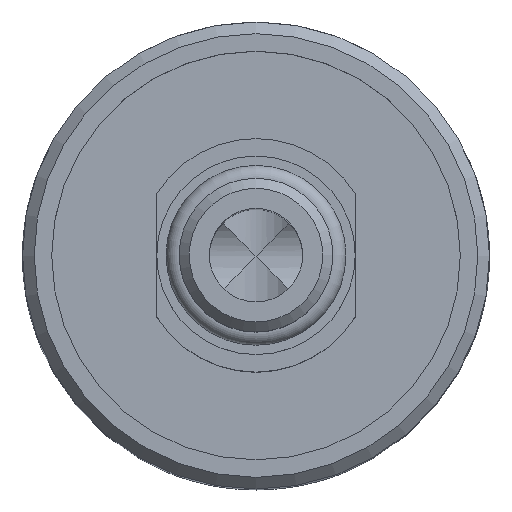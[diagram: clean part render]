
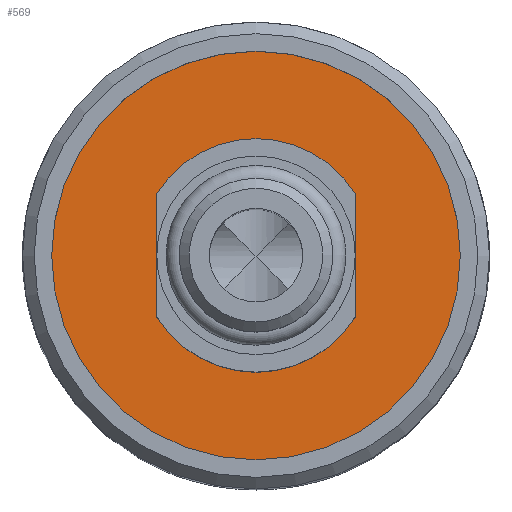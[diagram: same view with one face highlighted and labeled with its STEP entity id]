
A CAD part, top view. The second image highlights one B-rep face of the part: STEP entity #569.
In plain terms, the highlighted planar face has unit normal (0, 0, 1).
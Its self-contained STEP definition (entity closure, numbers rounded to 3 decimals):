
#67=CIRCLE('',#613,10.);
#70=CIRCLE('',#618,10.);
#86=CIRCLE('',#653,17.5);
#161=ORIENTED_EDGE('',*,*,#267,.F.);
#162=ORIENTED_EDGE('',*,*,#239,.T.);
#163=ORIENTED_EDGE('',*,*,#268,.T.);
#164=ORIENTED_EDGE('',*,*,#232,.T.);
#165=ORIENTED_EDGE('',*,*,#269,.F.);
#232=EDGE_CURVE('',#291,#292,#67,.T.);
#239=EDGE_CURVE('',#295,#296,#70,.T.);
#267=EDGE_CURVE('',#321,#321,#86,.T.);
#268=EDGE_CURVE('',#296,#291,#349,.T.);
#269=EDGE_CURVE('',#295,#292,#350,.T.);
#291=VERTEX_POINT('',#897);
#292=VERTEX_POINT('',#899);
#295=VERTEX_POINT('',#910);
#296=VERTEX_POINT('',#912);
#321=VERTEX_POINT('',#1077);
#349=LINE('',#1078,#359);
#350=LINE('',#1079,#360);
#359=VECTOR('',#797,1000.);
#360=VECTOR('',#798,1000.);
#397=EDGE_LOOP('',(#161));
#398=EDGE_LOOP('',(#162,#163,#164,#165));
#484=FACE_BOUND('',#397,.T.);
#485=FACE_BOUND('',#398,.T.);
#542=PLANE('',#652);
#569=ADVANCED_FACE('',(#484,#485),#542,.F.);
#613=AXIS2_PLACEMENT_3D('',#900,#711,#712);
#618=AXIS2_PLACEMENT_3D('',#913,#725,#726);
#652=AXIS2_PLACEMENT_3D('',#1075,#793,#794);
#653=AXIS2_PLACEMENT_3D('',#1076,#795,#796);
#711=DIRECTION('',(0.,0.,-1.));
#712=DIRECTION('',(-1.,0.,0.));
#725=DIRECTION('',(0.,0.,-1.));
#726=DIRECTION('',(-1.,0.,0.));
#793=DIRECTION('',(0.,0.,-1.));
#794=DIRECTION('',(-1.,0.,0.));
#795=DIRECTION('',(0.,0.,-1.));
#796=DIRECTION('',(-1.,0.,0.));
#797=DIRECTION('',(0.,-1.,0.));
#798=DIRECTION('',(0.,-1.,0.));
#897=CARTESIAN_POINT('',(8.5,-5.268,43.65));
#899=CARTESIAN_POINT('',(-8.5,-5.268,43.65));
#900=CARTESIAN_POINT('',(0.,0.,43.65));
#910=CARTESIAN_POINT('',(-8.5,5.268,43.65));
#912=CARTESIAN_POINT('',(8.5,5.268,43.65));
#913=CARTESIAN_POINT('',(0.,0.,43.65));
#1075=CARTESIAN_POINT('',(0.,10.,43.65));
#1076=CARTESIAN_POINT('',(0.,0.,43.65));
#1077=CARTESIAN_POINT('',(-17.5,0.,43.65));
#1078=CARTESIAN_POINT('',(8.5,5.667,43.65));
#1079=CARTESIAN_POINT('',(-8.5,5.667,43.65));
